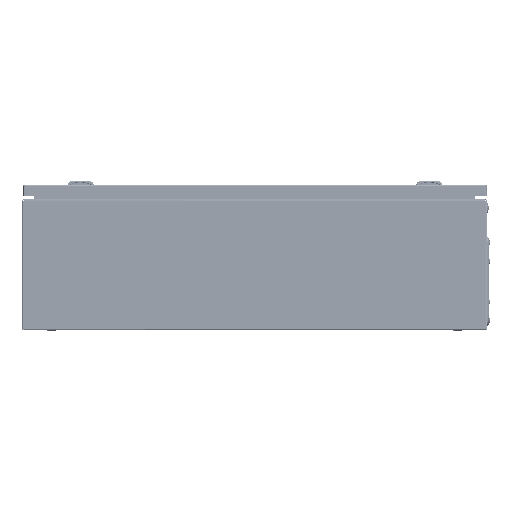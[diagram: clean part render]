
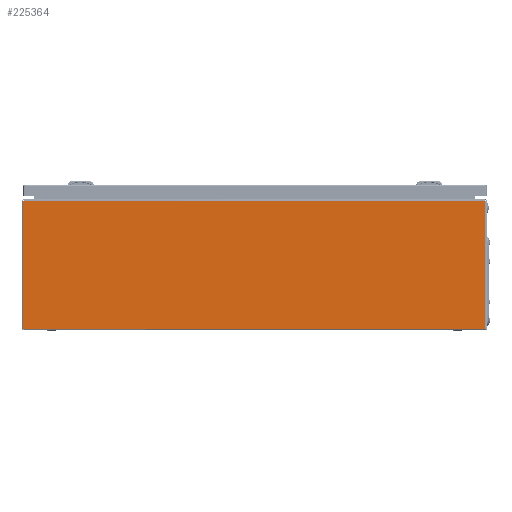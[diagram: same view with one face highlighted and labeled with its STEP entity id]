
A CAD part, left-side view. The second image highlights one B-rep face of the part: STEP entity #225364.
In plain terms, the highlighted planar face has unit normal (-1, 0, 0).
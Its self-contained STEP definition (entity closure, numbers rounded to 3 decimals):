
#349 = VECTOR ( 'NONE', #301001, 1000. ) ;
#1291 = EDGE_CURVE ( 'NONE', #180991, #301080, #113707, .T. ) ;
#8750 = PLANE ( 'NONE',  #194054 ) ;
#12944 = ORIENTED_EDGE ( 'NONE', *, *, #310881, .T. ) ;
#19730 = DIRECTION ( 'NONE',  ( 0., 0., 1. ) ) ;
#23399 = EDGE_CURVE ( 'NONE', #281184, #312048, #236224, .T. ) ;
#35890 = VERTEX_POINT ( 'NONE', #265395 ) ;
#37354 = LINE ( 'NONE', #153261, #181790 ) ;
#49178 = CARTESIAN_POINT ( 'NONE',  ( -1.2, 110.1, -397.6 ) ) ;
#50013 = FACE_OUTER_BOUND ( 'NONE', #231104, .T. ) ;
#50699 = CARTESIAN_POINT ( 'NONE',  ( -1.2, 110.1, 398.8 ) ) ;
#56639 = CARTESIAN_POINT ( 'NONE',  ( -1.2, -110.1, 397. ) ) ;
#67769 = EDGE_CURVE ( 'NONE', #312048, #301080, #157168, .T. ) ;
#70646 = DIRECTION ( 'NONE',  ( 0., 0., -1. ) ) ;
#77933 = ORIENTED_EDGE ( 'NONE', *, *, #23399, .F. ) ;
#84445 = CARTESIAN_POINT ( 'NONE',  ( -1.2, 110.1, -397.3 ) ) ;
#84998 = VERTEX_POINT ( 'NONE', #84445 ) ;
#85863 = CARTESIAN_POINT ( 'NONE',  ( -1.2, 110.1, 397. ) ) ;
#98474 = CARTESIAN_POINT ( 'NONE',  ( -1.2, 110.1, 397. ) ) ;
#103408 = DIRECTION ( 'NONE',  ( 0., 0., -1. ) ) ;
#104725 = CARTESIAN_POINT ( 'NONE',  ( -1.2, -110.1, -397.55 ) ) ;
#113707 = LINE ( 'NONE', #214203, #185788 ) ;
#120948 = LINE ( 'NONE', #333999, #193074 ) ;
#145582 = VECTOR ( 'NONE', #103408, 1000. ) ;
#151833 = EDGE_CURVE ( 'NONE', #281184, #84998, #37354, .T. ) ;
#153261 = CARTESIAN_POINT ( 'NONE',  ( -1.2, 110.1, 397. ) ) ;
#157168 = LINE ( 'NONE', #282730, #311119 ) ;
#168629 = ORIENTED_EDGE ( 'NONE', *, *, #265118, .F. ) ;
#175992 = ORIENTED_EDGE ( 'NONE', *, *, #1291, .T. ) ;
#180673 = DIRECTION ( 'NONE',  ( 0., -1., 0. ) ) ;
#180991 = VERTEX_POINT ( 'NONE', #104725 ) ;
#181790 = VECTOR ( 'NONE', #333319, 1000. ) ;
#185788 = VECTOR ( 'NONE', #215857, 1000. ) ;
#193074 = VECTOR ( 'NONE', #180673, 1000. ) ;
#194054 = AXIS2_PLACEMENT_3D ( 'NONE', #224002, #254967, #70646 ) ;
#214203 = CARTESIAN_POINT ( 'NONE',  ( -1.2, -110.1, -397.55 ) ) ;
#215857 = DIRECTION ( 'NONE',  ( 0., 0., 1. ) ) ;
#224002 = CARTESIAN_POINT ( 'NONE',  ( -1.2, -110.1, -398.8 ) ) ;
#225364 = ADVANCED_FACE ( 'NONE', ( #50013 ), #8750, .F. ) ;
#231104 = EDGE_LOOP ( 'NONE', ( #77933, #322059, #168629, #12944, #272862, #175992, #233453 ) ) ;
#233453 = ORIENTED_EDGE ( 'NONE', *, *, #67769, .F. ) ;
#236224 = LINE ( 'NONE', #85863, #349 ) ;
#254967 = DIRECTION ( 'NONE',  ( 1., 0., 0. ) ) ;
#263095 = CARTESIAN_POINT ( 'NONE',  ( -1.2, -110.1, 396.95 ) ) ;
#265118 = EDGE_CURVE ( 'NONE', #355573, #84998, #314362, .T. ) ;
#265395 = CARTESIAN_POINT ( 'NONE',  ( -1.2, -110.1, -397.6 ) ) ;
#272862 = ORIENTED_EDGE ( 'NONE', *, *, #308178, .F. ) ;
#281184 = VERTEX_POINT ( 'NONE', #98474 ) ;
#282730 = CARTESIAN_POINT ( 'NONE',  ( -1.2, -110.1, 398.8 ) ) ;
#301001 = DIRECTION ( 'NONE',  ( 0., -1., 0. ) ) ;
#301080 = VERTEX_POINT ( 'NONE', #263095 ) ;
#304694 = VECTOR ( 'NONE', #19730, 1000. ) ;
#308178 = EDGE_CURVE ( 'NONE', #180991, #35890, #309191, .T. ) ;
#309191 = LINE ( 'NONE', #377766, #145582 ) ;
#310881 = EDGE_CURVE ( 'NONE', #355573, #35890, #120948, .T. ) ;
#311119 = VECTOR ( 'NONE', #344613, 1000. ) ;
#312048 = VERTEX_POINT ( 'NONE', #56639 ) ;
#314362 = LINE ( 'NONE', #50699, #304694 ) ;
#322059 = ORIENTED_EDGE ( 'NONE', *, *, #151833, .T. ) ;
#333319 = DIRECTION ( 'NONE',  ( 0., 0., -1. ) ) ;
#333999 = CARTESIAN_POINT ( 'NONE',  ( -1.2, 110.1, -397.6 ) ) ;
#344613 = DIRECTION ( 'NONE',  ( 0., 0., -1. ) ) ;
#355573 = VERTEX_POINT ( 'NONE', #49178 ) ;
#377766 = CARTESIAN_POINT ( 'NONE',  ( -1.2, -110.1, 398.8 ) ) ;
